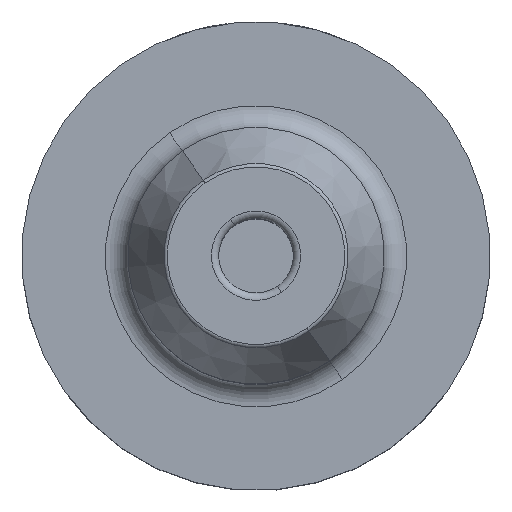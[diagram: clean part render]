
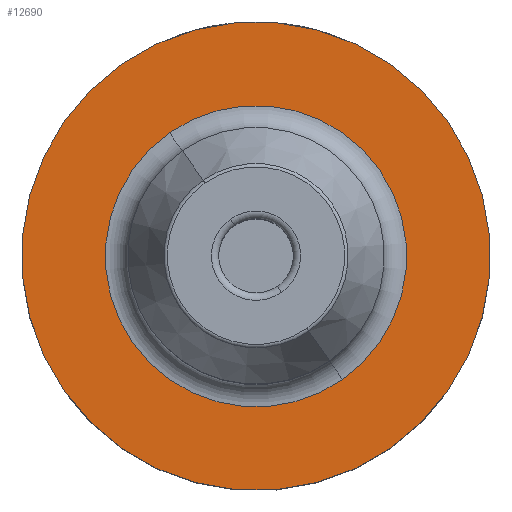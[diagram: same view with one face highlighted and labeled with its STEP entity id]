
A CAD part, top view. The second image highlights one B-rep face of the part: STEP entity #12690.
In plain terms, the highlighted planar face has unit normal (0, 0, 1).
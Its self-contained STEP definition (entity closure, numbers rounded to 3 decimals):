
#288=CARTESIAN_POINT('',(0.,0.,25.95));
#289=DIRECTION('',(0.,0.,1.));
#290=DIRECTION('',(-0.574,0.819,0.));
#291=AXIS2_PLACEMENT_3D('',#288,#289,#290);
#296=CARTESIAN_POINT('',(0.,0.,25.95));
#297=DIRECTION('',(0.,0.,-1.));
#298=DIRECTION('',(-0.574,0.819,0.));
#299=AXIS2_PLACEMENT_3D('',#296,#297,#298);
#318=CARTESIAN_POINT('',(0.,0.,25.95));
#319=DIRECTION('',(0.,0.,-1.));
#320=DIRECTION('',(-0.574,0.819,0.));
#321=AXIS2_PLACEMENT_3D('',#318,#319,#320);
#326=CARTESIAN_POINT('',(0.,0.,25.95));
#327=DIRECTION('',(0.,0.,1.));
#328=DIRECTION('',(-0.574,0.819,0.));
#329=AXIS2_PLACEMENT_3D('',#326,#327,#328);
#12233=CARTESIAN_POINT('',(-11.615,16.588,25.95));
#12234=VERTEX_POINT('',#12233);
#12235=CARTESIAN_POINT('',(-18.068,25.803,25.95));
#12237=VERTEX_POINT('',#12235);
#12305=CARTESIAN_POINT('',(11.615,-16.588,25.95));
#12306=VERTEX_POINT('',#12305);
#12307=CARTESIAN_POINT('',(18.068,-25.803,25.95));
#12309=VERTEX_POINT('',#12307);
#12675=CARTESIAN_POINT('',(0.,0.,25.95));
#12676=DIRECTION('',(0.,0.,1.));
#12677=DIRECTION('',(0.574,-0.819,0.));
#12678=AXIS2_PLACEMENT_3D('',#12675,#12676,#12677);
#12679=PLANE('',#12678);
#12681=ORIENTED_EDGE('',*,*,#12680,.T.);
#12683=ORIENTED_EDGE('',*,*,#12682,.F.);
#12684=EDGE_LOOP('',(#12681,#12683));
#12685=FACE_OUTER_BOUND('',#12684,.F.);
#12686=ORIENTED_EDGE('',*,*,#12657,.T.);
#12687=ORIENTED_EDGE('',*,*,#12668,.F.);
#12688=EDGE_LOOP('',(#12686,#12687));
#12689=FACE_BOUND('',#12688,.F.);
#12690=ADVANCED_FACE('',(#12685,#12689),#12679,.T.);
#292=CIRCLE('',#291,20.25);
#300=CIRCLE('',#299,20.25);
#322=CIRCLE('',#321,31.5);
#330=CIRCLE('',#329,31.5);
#12657=EDGE_CURVE('',#12234,#12306,#292,.T.);
#12668=EDGE_CURVE('',#12234,#12306,#300,.T.);
#12680=EDGE_CURVE('',#12237,#12309,#322,.T.);
#12682=EDGE_CURVE('',#12237,#12309,#330,.T.);
